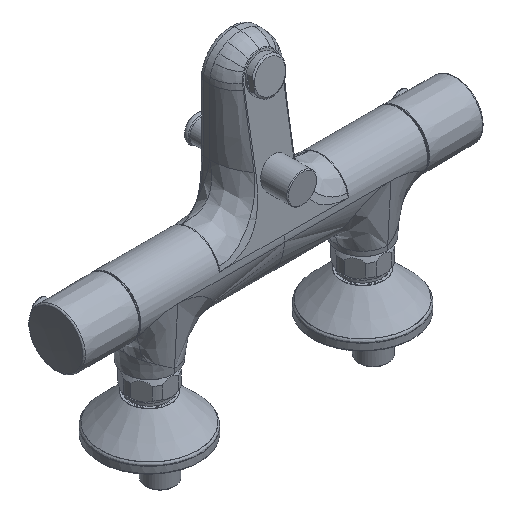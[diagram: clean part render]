
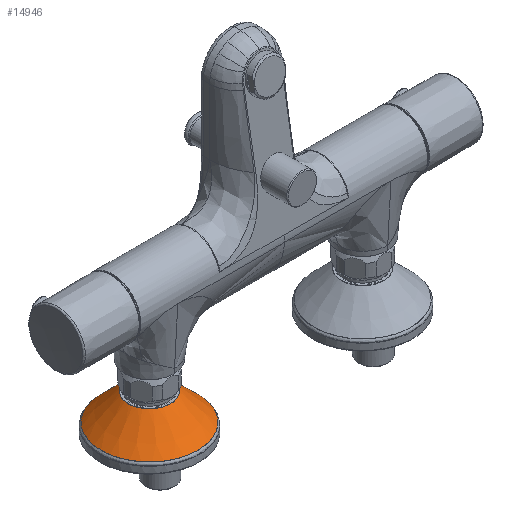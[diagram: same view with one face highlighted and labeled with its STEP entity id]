
A CAD part, isometric view. The second image highlights one B-rep face of the part: STEP entity #14946.
In plain terms, the highlighted conical face has half-angle 45 degrees and reference radius 34.121 mm.
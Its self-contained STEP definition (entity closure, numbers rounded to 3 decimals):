
#228 = DIRECTION ( 'NONE',  ( 0.547, -0.837, 0. ) ) ;
#245 = DIRECTION ( 'NONE',  ( 0., 0., 1. ) ) ;
#248 = CARTESIAN_POINT ( 'NONE',  ( -75., 0., 6.879 ) ) ;
#452 = EDGE_LOOP ( 'NONE', ( #14340 ) ) ;
#712 = EDGE_CURVE ( 'NONE', #12381, #12381, #18512, .T. ) ;
#1580 = CARTESIAN_POINT ( 'NONE',  ( -75., 0., 26. ) ) ;
#2164 = EDGE_LOOP ( 'NONE', ( #15994 ) ) ;
#2640 = FACE_BOUND ( 'NONE', #2164, .T. ) ;
#2919 = AXIS2_PLACEMENT_3D ( 'NONE', #248, #245, #228 ) ;
#3263 = DIRECTION ( 'NONE',  ( -0.881, 0.473, 0. ) ) ;
#5216 = DIRECTION ( 'NONE',  ( -0.881, 0.473, 0. ) ) ;
#6873 = DIRECTION ( 'NONE',  ( 0., 0., -1. ) ) ;
#10503 = CARTESIAN_POINT ( 'NONE',  ( -56.339, -28.566, 6.879 ) ) ;
#11347 = FACE_OUTER_BOUND ( 'NONE', #452, .T. ) ;
#11399 = VERTEX_POINT ( 'NONE', #14325 ) ;
#12381 = VERTEX_POINT ( 'NONE', #10503 ) ;
#12957 = DIRECTION ( 'NONE',  ( 0., 0., 1. ) ) ;
#14325 = CARTESIAN_POINT ( 'NONE',  ( -88.22, 7.088, 26. ) ) ;
#14340 = ORIENTED_EDGE ( 'NONE', *, *, #712, .T. ) ;
#14500 = CONICAL_SURFACE ( 'NONE', #15128, 34.121, 0.785 ) ;
#14823 = CIRCLE ( 'NONE', #17112, 15. ) ;
#14946 = ADVANCED_FACE ( 'NONE', ( #2640, #11347 ), #14500, .T. ) ;
#15128 = AXIS2_PLACEMENT_3D ( 'NONE', #17643, #6873, #5216 ) ;
#15994 = ORIENTED_EDGE ( 'NONE', *, *, #20091, .F. ) ;
#17112 = AXIS2_PLACEMENT_3D ( 'NONE', #1580, #12957, #3263 ) ;
#17643 = CARTESIAN_POINT ( 'NONE',  ( -75., 0., 6.879 ) ) ;
#18512 = CIRCLE ( 'NONE', #2919, 34.121 ) ;
#20091 = EDGE_CURVE ( 'NONE', #11399, #11399, #14823, .T. ) ;
